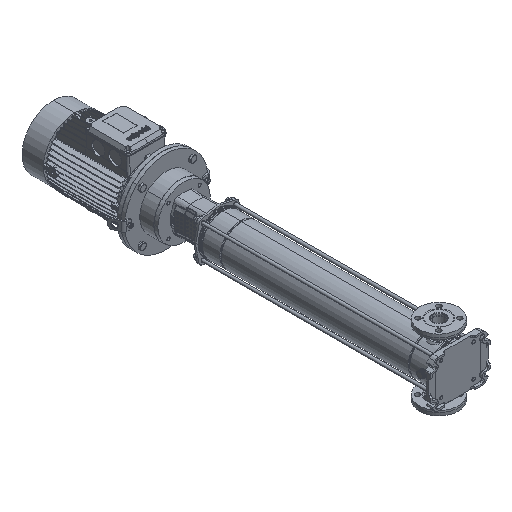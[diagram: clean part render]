
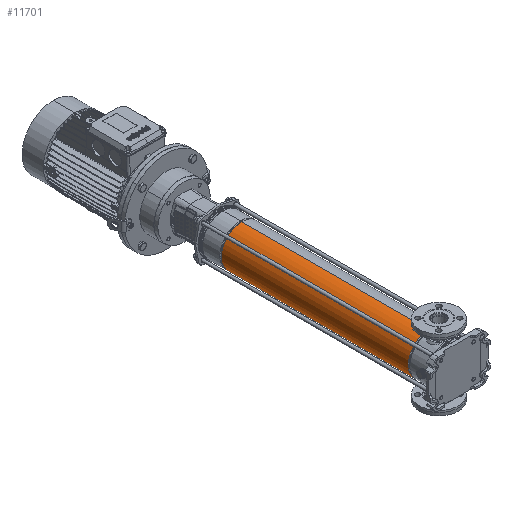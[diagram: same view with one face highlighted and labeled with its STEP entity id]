
A CAD part, isometric view. The second image highlights one B-rep face of the part: STEP entity #11701.
In plain terms, the highlighted cylindrical face has radius 85.9 mm (diameter 171.8 mm), a partial arc.
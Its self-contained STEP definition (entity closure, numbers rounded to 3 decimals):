
#475 = VERTEX_POINT ( 'NONE', #12726 ) ;
#542 = FACE_OUTER_BOUND ( 'NONE', #5910, .T. ) ;
#4128 = EDGE_CURVE ( 'NONE', #14362, #475, #67280, .T. ) ;
#5910 = EDGE_LOOP ( 'NONE', ( #60519, #17558, #68356, #19818 ) ) ;
#7562 = DIRECTION ( 'NONE',  ( 0., 0., -1. ) ) ;
#9656 = EDGE_CURVE ( 'NONE', #45903, #14362, #87752, .T. ) ;
#11701 = ADVANCED_FACE ( 'NONE', ( #542 ), #69349, .T. ) ;
#12726 = CARTESIAN_POINT ( 'NONE',  ( -85.9, 0., 93.897 ) ) ;
#14362 = VERTEX_POINT ( 'NONE', #67228 ) ;
#15194 = DIRECTION ( 'NONE',  ( 0., 0., -1. ) ) ;
#15276 = AXIS2_PLACEMENT_3D ( 'NONE', #34263, #19593, #50472 ) ;
#15642 = CARTESIAN_POINT ( 'NONE',  ( -85.9, 0., 0. ) ) ;
#16324 = CARTESIAN_POINT ( 'NONE',  ( -85.9, 0., 880.103 ) ) ;
#17558 = ORIENTED_EDGE ( 'NONE', *, *, #51354, .T. ) ;
#19593 = DIRECTION ( 'NONE',  ( 0., 0., -1. ) ) ;
#19818 = ORIENTED_EDGE ( 'NONE', *, *, #4128, .F. ) ;
#22949 = VERTEX_POINT ( 'NONE', #16324 ) ;
#23994 = CARTESIAN_POINT ( 'NONE',  ( 85.9, 0., 0. ) ) ;
#27842 = DIRECTION ( 'NONE',  ( 0., 0., -1. ) ) ;
#29624 = CARTESIAN_POINT ( 'NONE',  ( 85.9, 0., 880.103 ) ) ;
#33034 = VECTOR ( 'NONE', #7562, 1000. ) ;
#34263 = CARTESIAN_POINT ( 'NONE',  ( 0., 0., 880.103 ) ) ;
#40406 = VECTOR ( 'NONE', #48798, 1000. ) ;
#45903 = VERTEX_POINT ( 'NONE', #29624 ) ;
#45984 = CIRCLE ( 'NONE', #15276, 85.9 ) ;
#48798 = DIRECTION ( 'NONE',  ( 0., 0., -1. ) ) ;
#50472 = DIRECTION ( 'NONE',  ( -1., 0., 0. ) ) ;
#51354 = EDGE_CURVE ( 'NONE', #45903, #22949, #45984, .T. ) ;
#52099 = AXIS2_PLACEMENT_3D ( 'NONE', #68854, #15194, #94153 ) ;
#60519 = ORIENTED_EDGE ( 'NONE', *, *, #9656, .F. ) ;
#62369 = EDGE_CURVE ( 'NONE', #22949, #475, #69290, .T. ) ;
#67228 = CARTESIAN_POINT ( 'NONE',  ( 85.9, 0., 93.897 ) ) ;
#67280 = CIRCLE ( 'NONE', #70527, 85.9 ) ;
#68356 = ORIENTED_EDGE ( 'NONE', *, *, #62369, .T. ) ;
#68854 = CARTESIAN_POINT ( 'NONE',  ( 0., 0., 0. ) ) ;
#69290 = LINE ( 'NONE', #15642, #33034 ) ;
#69349 = CYLINDRICAL_SURFACE ( 'NONE', #52099, 85.9 ) ;
#70527 = AXIS2_PLACEMENT_3D ( 'NONE', #97219, #27842, #95714 ) ;
#87752 = LINE ( 'NONE', #23994, #40406 ) ;
#94153 = DIRECTION ( 'NONE',  ( -1., 0., 0. ) ) ;
#95714 = DIRECTION ( 'NONE',  ( -1., 0., 0. ) ) ;
#97219 = CARTESIAN_POINT ( 'NONE',  ( 0., 0., 93.897 ) ) ;
